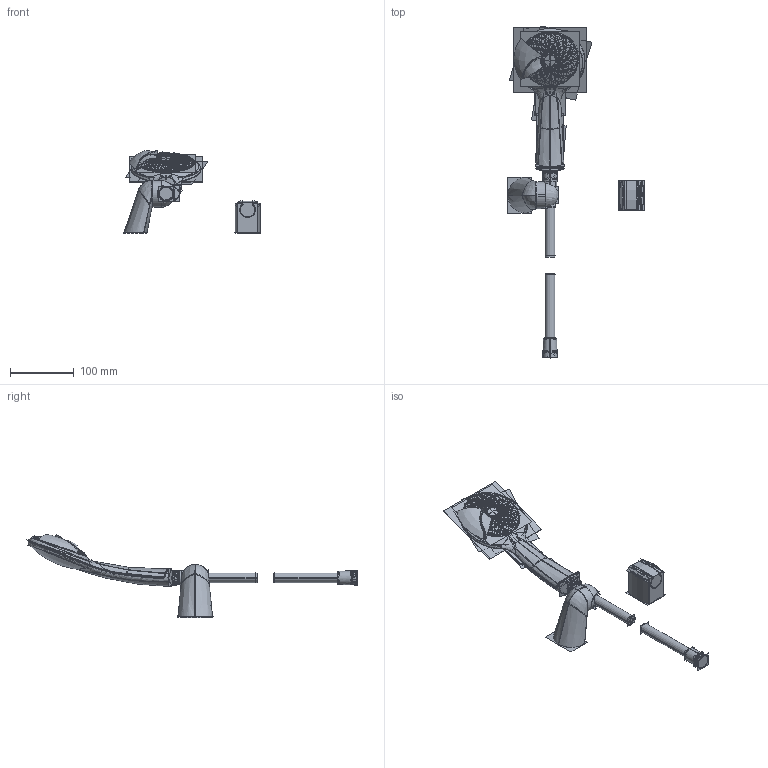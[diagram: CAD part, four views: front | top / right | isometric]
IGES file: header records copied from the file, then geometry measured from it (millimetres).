
Start section:  PTC IGES file: a45679_asm.igs
Global section: file name: a45679_asm.igs; native system: Creo Parametric by Parametric Technology Corporation; preprocessor: 2014000; author: gurkan.saylisoy; organization: Unknown; date: 20151013.135440; units: millimetre
Bounding box: 215 x 520.85 x 130.43 mm (x, y, z)
Surface area: 304032.2 mm2 (no closed solid volume)
Topology: 0 solids, 0 shells, 4941 faces, 72308 edges, 97131 vertices
Faces by surface type: bspline 2804, revolution 2115, extrusion 22
